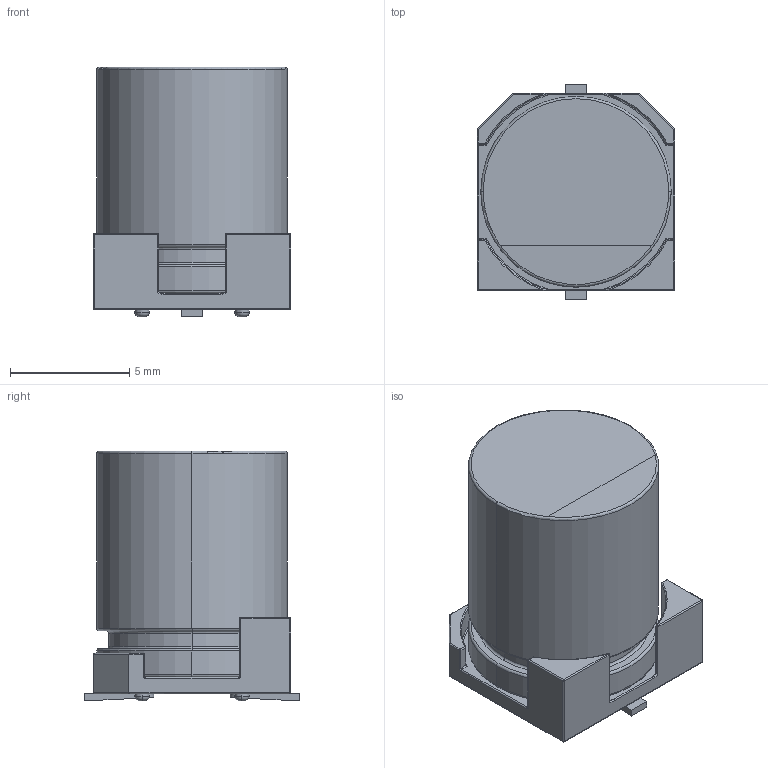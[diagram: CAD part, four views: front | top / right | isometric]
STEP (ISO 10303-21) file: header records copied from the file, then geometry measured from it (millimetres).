
FILE_DESCRIPTION (( 'STEP AP214' ), '1' );
FILE_NAME ('AHA0810560M040R.STEP', '2025-04-16T12:25:35', ( '' ), ( '' ), 'SwSTEP 2.0', 'SolidWorks 2023', '' );
FILE_SCHEMA (( 'AUTOMOTIVE_DESIGN' ));
Length unit declared in the file: millimetre
Products named in the file (1): AHA0810560M040R
Bounding box: 8.3 x 9 x 10.5 mm (x, y, z)
Volume: 533.8 mm3; surface area: 596.4 mm2
Topology: 5 solids, 5 shells, 164 faces, 360 edges, 196 vertices
Faces by surface type: cylinder 65, plane 39, torus 32, sphere 20, bspline 8
Entity records: 7427 total; most frequent: CARTESIAN_POINT 2066, DIRECTION 787, ORIENTED_EDGE 688, EDGE_CURVE 344, AXIS2_PLACEMENT_3D 328, VERTEX_POINT 196, CIRCLE 171, UNCERTAINTY_MEASURE_WITH_UNIT 170
